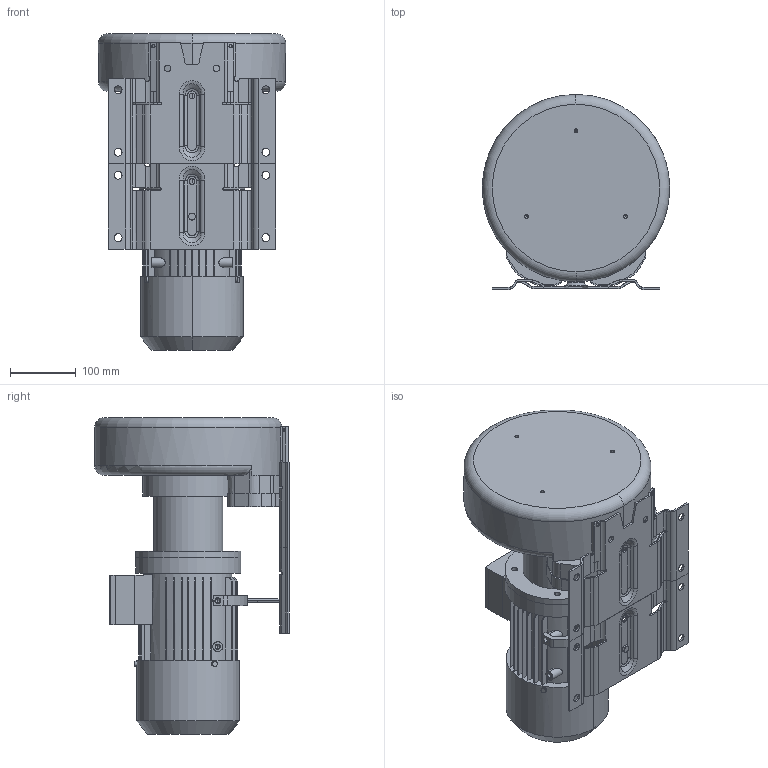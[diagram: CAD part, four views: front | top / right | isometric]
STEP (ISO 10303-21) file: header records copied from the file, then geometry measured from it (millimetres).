
FILE_DESCRIPTION((''),'2;1');
FILE_NAME('MD-001364_ASM','2013-10-18T',('rnennstiel'),('vacuvane vacuum technology gmbh'),'PRO/ENGINEER BY PARAMETRIC TECHNOLOGY CORPORATION, 2010140','PRO/ENGINEER BY PARAMETRIC TECHNOLOGY CORPORATION, 2010140','');
FILE_SCHEMA(('AUTOMOTIVE_DESIGN_CC2 { 1 2 10303 214 -1 1 5 2 }'));
Length unit declared in the file: millimetre
Products named in the file (9): MD-001018; MD-001362; MD-000603; MD-000138; MD-000954; MD-000955_ASM; MD-001373; MD-001374; MD-001364_ASM
Assembly tree (9 placements, depth 3):
  MD-001364_ASM
    MD-001018
    MD-001362
    MD-000603  x2
    MD-000955_ASM
      MD-000138
      MD-000954
    MD-001373
    MD-001374
Bounding box: 285 x 296.5 x 482 mm (x, y, z)
Volume: 11409738 mm3; surface area: 802578.1 mm2
Topology: 8 solids, 20 shells, 835 faces, 2292 edges, 1487 vertices
Faces by surface type: cylinder 360, plane 345, cone 104, bspline 16, torus 6, sphere 4
Entity records: 41295 total; most frequent: CARTESIAN_POINT 17413, DIRECTION 4401, ORIENTED_EDGE 4276, EDGE_CURVE 2160, AXIS2_PLACEMENT_3D 1623, VERTEX_POINT 1427, VECTOR 1155, LINE 1155
